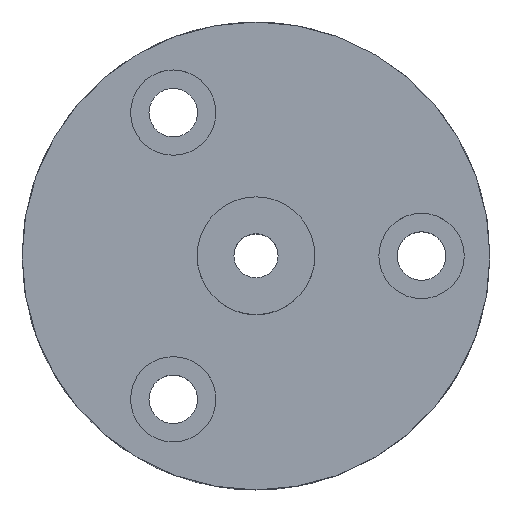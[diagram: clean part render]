
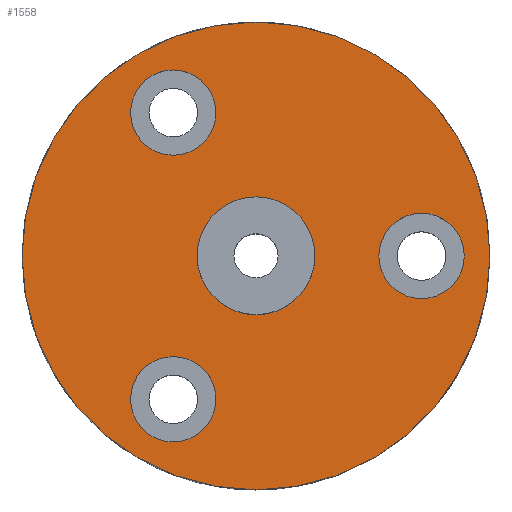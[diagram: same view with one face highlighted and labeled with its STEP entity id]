
A CAD part, top view. The second image highlights one B-rep face of the part: STEP entity #1558.
In plain terms, the highlighted planar face has unit normal (0, 0, 1).
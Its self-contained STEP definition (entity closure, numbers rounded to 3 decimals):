
#18 = VERTEX_POINT ( 'NONE', #634 ) ;
#33 = CIRCLE ( 'NONE', #561, 4. ) ;
#73 = DIRECTION ( 'NONE',  ( 1., 0., 0. ) ) ;
#85 = AXIS2_PLACEMENT_3D ( 'NONE', #1512, #1197, #187 ) ;
#121 = CARTESIAN_POINT ( 'NONE',  ( -2.669, 24.95, 1002.155 ) ) ;
#163 = ORIENTED_EDGE ( 'NONE', *, *, #531, .F. ) ;
#175 = DIRECTION ( 'NONE',  ( 0., 0., 1. ) ) ;
#187 = DIRECTION ( 'NONE',  ( 1., 0., 0. ) ) ;
#192 = DIRECTION ( 'NONE',  ( 1., 0., 0. ) ) ;
#214 = CARTESIAN_POINT ( 'NONE',  ( 6.956, 15.207, 1002.155 ) ) ;
#227 = EDGE_CURVE ( 'NONE', #263, #702, #516, .T. ) ;
#240 = CIRCLE ( 'NONE', #505, 2.9 ) ;
#263 = VERTEX_POINT ( 'NONE', #1436 ) ;
#274 = CARTESIAN_POINT ( 'NONE',  ( 2.956, 15.207, 1002.155 ) ) ;
#281 = DIRECTION ( 'NONE',  ( 0., 0., 1. ) ) ;
#313 = ORIENTED_EDGE ( 'NONE', *, *, #733, .F. ) ;
#323 = ORIENTED_EDGE ( 'NONE', *, *, #878, .F. ) ;
#325 = VERTEX_POINT ( 'NONE', #412 ) ;
#326 = CIRCLE ( 'NONE', #676, 4. ) ;
#358 = DIRECTION ( 'NONE',  ( 1., 0., 0. ) ) ;
#395 = AXIS2_PLACEMENT_3D ( 'NONE', #1413, #687, #73 ) ;
#398 = CARTESIAN_POINT ( 'NONE',  ( -2.669, 5.464, 1002.155 ) ) ;
#405 = VERTEX_POINT ( 'NONE', #1867 ) ;
#412 = CARTESIAN_POINT ( 'NONE',  ( 11.306, 15.207, 1002.155 ) ) ;
#424 = VERTEX_POINT ( 'NONE', #1654 ) ;
#445 = ORIENTED_EDGE ( 'NONE', *, *, #1200, .F. ) ;
#463 = DIRECTION ( 'NONE',  ( 0., 0., 1. ) ) ;
#486 = CIRCLE ( 'NONE', #643, 15.9 ) ;
#493 = ORIENTED_EDGE ( 'NONE', *, *, #579, .T. ) ;
#502 = DIRECTION ( 'NONE',  ( 1., 0., 0. ) ) ;
#504 = FACE_OUTER_BOUND ( 'NONE', #1106, .T. ) ;
#505 = AXIS2_PLACEMENT_3D ( 'NONE', #1872, #281, #879 ) ;
#509 = CARTESIAN_POINT ( 'NONE',  ( 2.956, 15.207, 1002.155 ) ) ;
#516 = CIRCLE ( 'NONE', #1646, 2.9 ) ;
#527 = CIRCLE ( 'NONE', #1851, 2.9 ) ;
#531 = EDGE_CURVE ( 'NONE', #1295, #18, #1224, .T. ) ;
#546 = EDGE_LOOP ( 'NONE', ( #313, #1857 ) ) ;
#552 = CIRCLE ( 'NONE', #1165, 2.9 ) ;
#559 = DIRECTION ( 'NONE',  ( 0., 0., 1. ) ) ;
#561 = AXIS2_PLACEMENT_3D ( 'NONE', #509, #1410, #358 ) ;
#579 = EDGE_CURVE ( 'NONE', #1317, #405, #486, .T. ) ;
#582 = ORIENTED_EDGE ( 'NONE', *, *, #1146, .T. ) ;
#601 = ORIENTED_EDGE ( 'NONE', *, *, #1444, .F. ) ;
#603 = FACE_BOUND ( 'NONE', #1805, .T. ) ;
#634 = CARTESIAN_POINT ( 'NONE',  ( -5.569, 24.95, 1002.155 ) ) ;
#643 = AXIS2_PLACEMENT_3D ( 'NONE', #274, #872, #1461 ) ;
#657 = VERTEX_POINT ( 'NONE', #803 ) ;
#676 = AXIS2_PLACEMENT_3D ( 'NONE', #768, #1516, #192 ) ;
#687 = DIRECTION ( 'NONE',  ( 0., 0., 1. ) ) ;
#696 = DIRECTION ( 'NONE',  ( 1., 0., 0. ) ) ;
#702 = VERTEX_POINT ( 'NONE', #1434 ) ;
#733 = EDGE_CURVE ( 'NONE', #657, #1719, #33, .T. ) ;
#768 = CARTESIAN_POINT ( 'NONE',  ( 2.956, 15.207, 1002.155 ) ) ;
#791 = FACE_BOUND ( 'NONE', #1547, .T. ) ;
#803 = CARTESIAN_POINT ( 'NONE',  ( -1.044, 15.207, 1002.155 ) ) ;
#872 = DIRECTION ( 'NONE',  ( 0., 0., 1. ) ) ;
#878 = EDGE_CURVE ( 'NONE', #325, #424, #240, .T. ) ;
#879 = DIRECTION ( 'NONE',  ( 1., 0., 0. ) ) ;
#926 = EDGE_LOOP ( 'NONE', ( #163, #445 ) ) ;
#1066 = FACE_BOUND ( 'NONE', #546, .T. ) ;
#1067 = AXIS2_PLACEMENT_3D ( 'NONE', #121, #175, #1082 ) ;
#1080 = CIRCLE ( 'NONE', #395, 2.9 ) ;
#1082 = DIRECTION ( 'NONE',  ( 1., 0., 0. ) ) ;
#1106 = EDGE_LOOP ( 'NONE', ( #582, #493 ) ) ;
#1129 = EDGE_CURVE ( 'NONE', #1719, #657, #326, .T. ) ;
#1146 = EDGE_CURVE ( 'NONE', #405, #1317, #1420, .T. ) ;
#1165 = AXIS2_PLACEMENT_3D ( 'NONE', #1288, #559, #1748 ) ;
#1187 = FACE_BOUND ( 'NONE', #926, .T. ) ;
#1197 = DIRECTION ( 'NONE',  ( 0., 0., 1. ) ) ;
#1200 = EDGE_CURVE ( 'NONE', #18, #1295, #1080, .T. ) ;
#1205 = CARTESIAN_POINT ( 'NONE',  ( 2.956, 15.207, 1002.155 ) ) ;
#1224 = CIRCLE ( 'NONE', #1067, 2.9 ) ;
#1230 = CARTESIAN_POINT ( 'NONE',  ( -2.669, 5.464, 1002.155 ) ) ;
#1288 = CARTESIAN_POINT ( 'NONE',  ( 14.206, 15.207, 1002.155 ) ) ;
#1295 = VERTEX_POINT ( 'NONE', #1716 ) ;
#1317 = VERTEX_POINT ( 'NONE', #1733 ) ;
#1352 = AXIS2_PLACEMENT_3D ( 'NONE', #1205, #463, #1790 ) ;
#1410 = DIRECTION ( 'NONE',  ( 0., 0., 1. ) ) ;
#1413 = CARTESIAN_POINT ( 'NONE',  ( -2.669, 24.95, 1002.155 ) ) ;
#1420 = CIRCLE ( 'NONE', #1352, 15.9 ) ;
#1434 = CARTESIAN_POINT ( 'NONE',  ( 0.231, 5.464, 1002.155 ) ) ;
#1436 = CARTESIAN_POINT ( 'NONE',  ( -5.569, 5.464, 1002.155 ) ) ;
#1444 = EDGE_CURVE ( 'NONE', #424, #325, #552, .T. ) ;
#1461 = DIRECTION ( 'NONE',  ( 1., 0., 0. ) ) ;
#1512 = CARTESIAN_POINT ( 'NONE',  ( 2.956, 15.207, 1002.155 ) ) ;
#1516 = DIRECTION ( 'NONE',  ( 0., 0., 1. ) ) ;
#1547 = EDGE_LOOP ( 'NONE', ( #1628, #1601 ) ) ;
#1558 = ADVANCED_FACE ( 'NONE', ( #1187, #603, #791, #504, #1066 ), #1651, .T. ) ;
#1592 = DIRECTION ( 'NONE',  ( 0., 0., 1. ) ) ;
#1601 = ORIENTED_EDGE ( 'NONE', *, *, #227, .F. ) ;
#1628 = ORIENTED_EDGE ( 'NONE', *, *, #1815, .F. ) ;
#1646 = AXIS2_PLACEMENT_3D ( 'NONE', #1230, #1821, #502 ) ;
#1651 = PLANE ( 'NONE',  #85 ) ;
#1654 = CARTESIAN_POINT ( 'NONE',  ( 17.106, 15.207, 1002.155 ) ) ;
#1716 = CARTESIAN_POINT ( 'NONE',  ( 0.231, 24.95, 1002.155 ) ) ;
#1719 = VERTEX_POINT ( 'NONE', #214 ) ;
#1733 = CARTESIAN_POINT ( 'NONE',  ( 18.856, 15.207, 1002.155 ) ) ;
#1748 = DIRECTION ( 'NONE',  ( 1., 0., 0. ) ) ;
#1790 = DIRECTION ( 'NONE',  ( 1., 0., 0. ) ) ;
#1805 = EDGE_LOOP ( 'NONE', ( #601, #323 ) ) ;
#1815 = EDGE_CURVE ( 'NONE', #702, #263, #527, .T. ) ;
#1821 = DIRECTION ( 'NONE',  ( 0., 0., 1. ) ) ;
#1851 = AXIS2_PLACEMENT_3D ( 'NONE', #398, #1592, #696 ) ;
#1857 = ORIENTED_EDGE ( 'NONE', *, *, #1129, .F. ) ;
#1867 = CARTESIAN_POINT ( 'NONE',  ( -12.944, 15.207, 1002.155 ) ) ;
#1872 = CARTESIAN_POINT ( 'NONE',  ( 14.206, 15.207, 1002.155 ) ) ;
